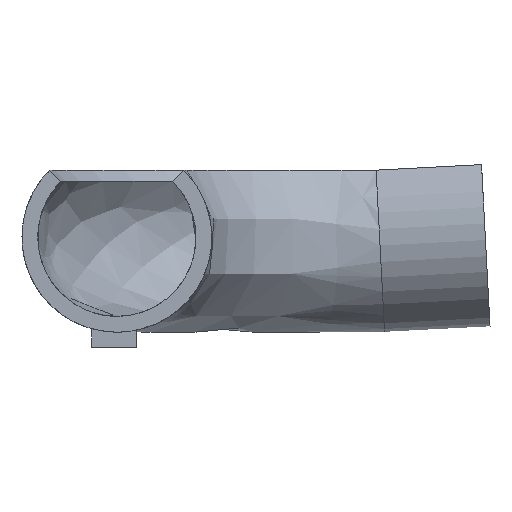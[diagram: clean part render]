
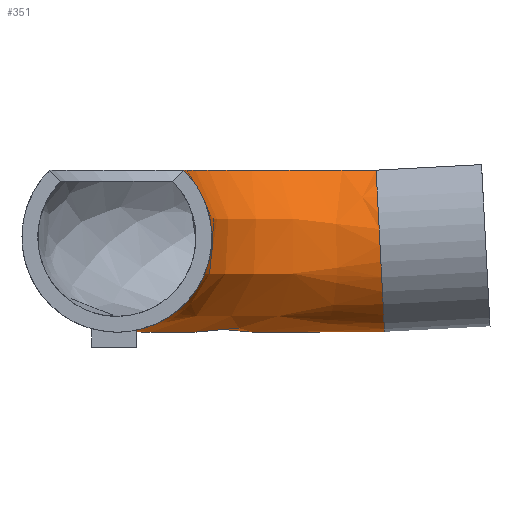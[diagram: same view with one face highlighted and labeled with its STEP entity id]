
A CAD part, left-side view. The second image highlights one B-rep face of the part: STEP entity #351.
In plain terms, the highlighted free-form (B-spline) face has degree [3, 3] with [11, 4] control points.
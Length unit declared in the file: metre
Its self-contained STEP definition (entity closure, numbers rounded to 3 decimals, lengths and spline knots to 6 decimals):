
#15=(
BOUNDED_SURFACE()
B_SPLINE_SURFACE(3,3,((#929,#930,#931,#932),(#933,#934,#935,#936),(#937,
#938,#939,#940),(#941,#942,#943,#944),(#945,#946,#947,#948),(#949,#950,
#951,#952),(#953,#954,#955,#956),(#957,#958,#959,#960),(#961,#962,#963,
#964),(#965,#966,#967,#968),(#969,#970,#971,#972)),.SURF_OF_REVOLUTION.,
 .F.,.F.,.F.)
B_SPLINE_SURFACE_WITH_KNOTS((4,1,1,1,1,1,1,1,4),(4,4),(0.785398,
1.374447,1.963495,2.552544,3.141593,3.730641,
4.31969,4.908739,5.497787),(0.,1.),
 .UNSPECIFIED.)
GEOMETRIC_REPRESENTATION_ITEM()
RATIONAL_B_SPLINE_SURFACE(((1.,0.808,0.808,1.),
(1.,0.808,0.808,1.),(1.,0.808,0.808,
1.),(1.,0.808,0.808,1.),(1.,0.808,0.808,
1.),(1.,0.808,0.808,1.),(1.,0.808,0.808,
1.),(1.,0.808,0.808,1.),(1.,0.808,0.808,
1.),(1.,0.808,0.808,1.),(1.,0.808,0.808,
1.)))
REPRESENTATION_ITEM('')
SURFACE()
);
#19=CIRCLE('',#384,0.009);
#20=CIRCLE('',#386,0.019692);
#23=CIRCLE('',#390,0.032398);
#34=B_SPLINE_CURVE_WITH_KNOTS('',3,(#815,#816,#817,#818,#819,#820,#821,
#822,#823,#824,#825),.UNSPECIFIED.,.F.,.F.,(4,1,1,1,1,1,1,1,4),(0.,0.00527,
0.01054,0.01581,0.021081,0.026351,
0.031621,0.036891,0.042161),.UNSPECIFIED.);
#109=ORIENTED_EDGE('',*,*,#173,.F.);
#110=ORIENTED_EDGE('',*,*,#160,.T.);
#111=ORIENTED_EDGE('',*,*,#178,.T.);
#112=ORIENTED_EDGE('',*,*,#168,.T.);
#160=EDGE_CURVE('',#203,#202,#34,.T.);
#168=EDGE_CURVE('',#211,#210,#19,.T.);
#173=EDGE_CURVE('',#203,#210,#20,.T.);
#178=EDGE_CURVE('',#202,#211,#23,.T.);
#202=VERTEX_POINT('',#814);
#203=VERTEX_POINT('',#826);
#210=VERTEX_POINT('',#842);
#211=VERTEX_POINT('',#844);
#292=EDGE_LOOP('',(#109,#110,#111,#112));
#315=FACE_BOUND('',#292,.T.);
#351=ADVANCED_FACE('',(#315),#15,.F.);
#384=AXIS2_PLACEMENT_3D('',#843,#445,#446);
#386=AXIS2_PLACEMENT_3D('',#862,#452,#453);
#390=AXIS2_PLACEMENT_3D('',#923,#461,#462);
#445=DIRECTION('',(0.,0.999,-0.052));
#446=DIRECTION('',(0.,0.052,0.999));
#452=DIRECTION('',(0.,0.,-1.));
#453=DIRECTION('',(-1.,0.,0.));
#461=DIRECTION('',(0.,0.,-1.));
#462=DIRECTION('',(-1.,0.,0.));
#814=CARTESIAN_POINT('',(0.304,0.290898,0.110783));
#815=CARTESIAN_POINT('',(0.304,0.278192,0.110783));
#816=CARTESIAN_POINT('',(0.304,0.27693,0.109525));
#817=CARTESIAN_POINT('',(0.304,0.275203,0.106304));
#818=CARTESIAN_POINT('',(0.304,0.275709,0.100785));
#819=CARTESIAN_POINT('',(0.304,0.279222,0.096505));
#820=CARTESIAN_POINT('',(0.304,0.284511,0.094908));
#821=CARTESIAN_POINT('',(0.304,0.289799,0.096508));
#822=CARTESIAN_POINT('',(0.304,0.293322,0.100775));
#823=CARTESIAN_POINT('',(0.304,0.29387,0.106287));
#824=CARTESIAN_POINT('',(0.304,0.292157,0.109522));
#825=CARTESIAN_POINT('',(0.304,0.290898,0.110783));
#826=CARTESIAN_POINT('',(0.304,0.278192,0.110783));
#842=CARTESIAN_POINT('',(0.323636,0.259982,0.110783));
#843=CARTESIAN_POINT('',(0.33,0.259649,0.104428));
#844=CARTESIAN_POINT('',(0.336364,0.259982,0.110783));
#862=CARTESIAN_POINT('',(0.304,0.2585,0.110783));
#923=CARTESIAN_POINT('',(0.304,0.2585,0.110783));
#929=CARTESIAN_POINT('',(0.302998,0.290882,0.110783));
#930=CARTESIAN_POINT('',(0.321745,0.291462,0.110783));
#931=CARTESIAN_POINT('',(0.335506,0.278718,0.110783));
#932=CARTESIAN_POINT('',(0.336364,0.259982,0.110783));
#933=CARTESIAN_POINT('',(0.303082,0.292131,0.109536));
#934=CARTESIAN_POINT('',(0.322552,0.292662,0.109536));
#935=CARTESIAN_POINT('',(0.336793,0.279376,0.109536));
#936=CARTESIAN_POINT('',(0.337614,0.259917,0.109536));
#937=CARTESIAN_POINT('',(0.303278,0.293867,0.106286));
#938=CARTESIAN_POINT('',(0.323752,0.294285,0.106286));
#939=CARTESIAN_POINT('',(0.33863,0.280212,0.106286));
#940=CARTESIAN_POINT('',(0.339352,0.259746,0.106286));
#941=CARTESIAN_POINT('',(0.303558,0.29332,0.100784));
#942=CARTESIAN_POINT('',(0.323717,0.293576,0.100784));
#943=CARTESIAN_POINT('',(0.338255,0.27961,0.100784));
#944=CARTESIAN_POINT('',(0.33881,0.259458,0.100784));
#945=CARTESIAN_POINT('',(0.30373,0.289805,0.09651));
#946=CARTESIAN_POINT('',(0.321853,0.289961,0.09651));
#947=CARTESIAN_POINT('',(0.334873,0.277353,0.09651));
#948=CARTESIAN_POINT('',(0.335298,0.259234,0.09651));
#949=CARTESIAN_POINT('',(0.303736,0.284507,0.094906));
#950=CARTESIAN_POINT('',(0.318792,0.28466,0.094906));
#951=CARTESIAN_POINT('',(0.329624,0.274202,0.094906));
#952=CARTESIAN_POINT('',(0.33,0.25915,0.094906));
#953=CARTESIAN_POINT('',(0.303573,0.279211,0.09651));
#954=CARTESIAN_POINT('',(0.315563,0.279458,0.09651));
#955=CARTESIAN_POINT('',(0.324277,0.271219,0.09651));
#956=CARTESIAN_POINT('',(0.324702,0.259234,0.09651));
#957=CARTESIAN_POINT('',(0.303297,0.275702,0.100784));
#958=CARTESIAN_POINT('',(0.313256,0.276109,0.100784));
#959=CARTESIAN_POINT('',(0.320635,0.26941,0.100784));
#960=CARTESIAN_POINT('',(0.32119,0.259458,0.100784));
#961=CARTESIAN_POINT('',(0.303001,0.275165,0.106286));
#962=CARTESIAN_POINT('',(0.312648,0.275743,0.106286));
#963=CARTESIAN_POINT('',(0.319926,0.269384,0.106286));
#964=CARTESIAN_POINT('',(0.320648,0.259746,0.106286));
#965=CARTESIAN_POINT('',(0.302856,0.276905,0.109536));
#966=CARTESIAN_POINT('',(0.313511,0.277568,0.109536));
#967=CARTESIAN_POINT('',(0.321566,0.270561,0.109536));
#968=CARTESIAN_POINT('',(0.322386,0.259917,0.109536));
#969=CARTESIAN_POINT('',(0.302809,0.278156,0.110783));
#970=CARTESIAN_POINT('',(0.314188,0.278845,0.110783));
#971=CARTESIAN_POINT('',(0.322778,0.27135,0.110783));
#972=CARTESIAN_POINT('',(0.323636,0.259982,0.110783));
